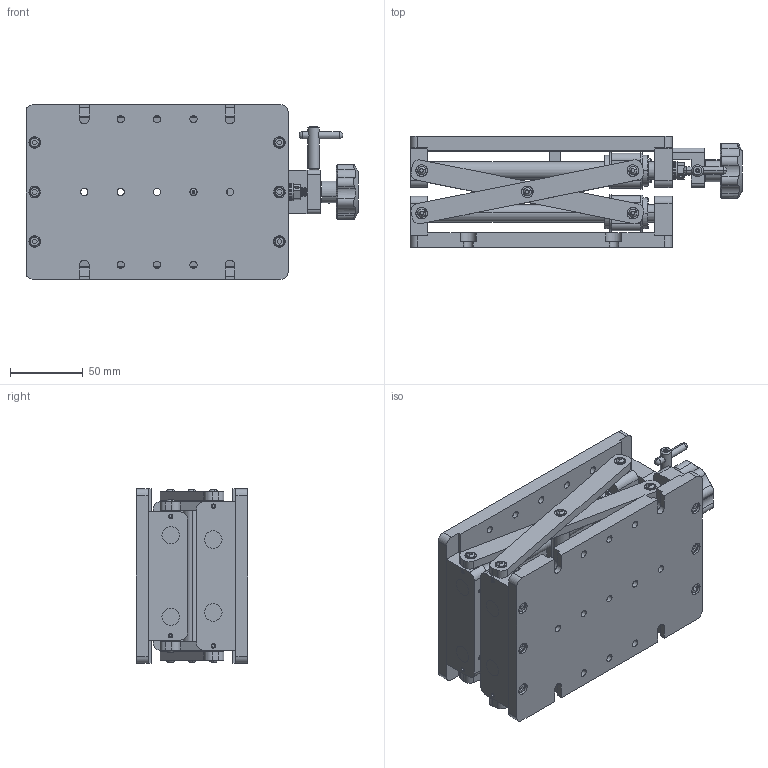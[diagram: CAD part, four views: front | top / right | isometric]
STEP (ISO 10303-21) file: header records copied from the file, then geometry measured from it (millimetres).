
FILE_DESCRIPTION (( 'STEP AP203' ), '1' );
FILE_NAME ('06LJS-2M.STEP', '2021-10-19T07:47:07', ( '' ), ( '' ), 'SwSTEP 2.0', 'SolidWorks 2020', '' );
FILE_SCHEMA (( 'CONFIG_CONTROL_DESIGN' ));
Length unit declared in the file: millimetre
Products named in the file (1): 06LJS-2M
Bounding box: 228 x 76.24 x 120 mm (x, y, z)
Volume: 784416.8 mm3; surface area: 270014.5 mm2
Topology: 112 solids, 112 shells, 2333 faces, 5265 edges, 3261 vertices
Faces by surface type: cylinder 947, plane 825, cone 393, torus 88, bspline 56, sphere 24
Entity records: 66925 total; most frequent: CARTESIAN_POINT 12950, DIRECTION 12104, ORIENTED_EDGE 10370, EDGE_CURVE 5185, AXIS2_PLACEMENT_3D 4719, VERTEX_POINT 3257, EDGE_LOOP 2788, LINE 2666
